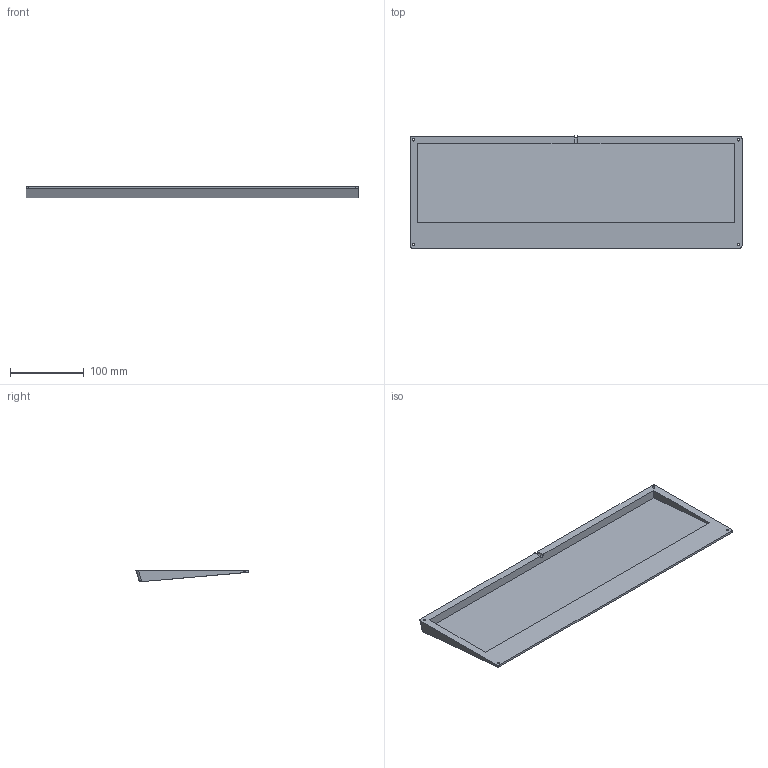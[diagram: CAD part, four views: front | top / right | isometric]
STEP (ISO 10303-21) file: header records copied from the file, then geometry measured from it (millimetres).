
FILE_DESCRIPTION(/* description */ ('','CAx-IF Rec.Pracs.---Representation and Presentation of Product Manufacturing Information (PMI)---4.0---2014-10-13'),/* implementation_level */ '2;1');
FILE_NAME(/* name */ 'Bottom.step',/* time_stamp */ '2025-02-25T20:47:41+01:00',/* author */ (''),/* organization */ (''),/* preprocessor_version */ 'ST-DEVELOPER v20',/* originating_system */ 'Autodesk Translation Framework v13.20.0.188',/* authorisation */ '');
FILE_SCHEMA (('AP242_MANAGED_MODEL_BASED_3D_ENGINEERING_MIM_LF { 1 0 10303 442 1 1 4 }'));
Length unit declared in the file: millimetre
Products named in the file (1): Bottom
Bounding box: 449 x 152.05 x 15.88 mm (x, y, z)
Volume: 285670.1 mm3; surface area: 154700.4 mm2
Topology: 1 solids, 1 shells, 36 faces, 106 edges, 72 vertices
Faces by surface type: plane 19, cylinder 13, bspline 4
Full cylindrical faces by diameter (mm): 3.2 x4, 7 x2
Entity records: 1283 total; most frequent: CARTESIAN_POINT 235, DIRECTION 220, ORIENTED_EDGE 212, EDGE_CURVE 106, AXIS2_PLACEMENT_3D 81, VERTEX_POINT 72, LINE 58, VECTOR 58
